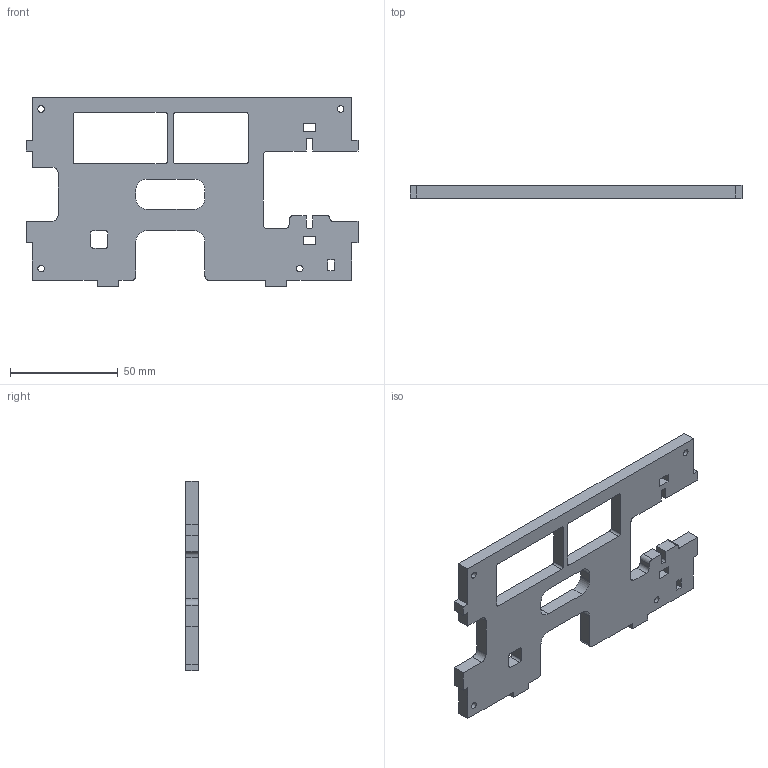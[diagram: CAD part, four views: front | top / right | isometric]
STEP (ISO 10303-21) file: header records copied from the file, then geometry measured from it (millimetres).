
FILE_DESCRIPTION(/* description */ (''),/* implementation_level */ '2;1');
FILE_NAME(/* name */ 'Electronics Chassis Main.stp',/* time_stamp */ '2015-09-22T15:31:11-07:00',/* author */ ('Evil Brian'),/* organization */ (''),/* preprocessor_version */ 'ST-DEVELOPER v16.1',/* originating_system */ 'Autodesk Inventor 2016',/* authorisation */ '');
FILE_SCHEMA (('AUTOMOTIVE_DESIGN { 1 0 10303 214 3 1 1 }'));
Length unit declared in the file: millimetre
Products named in the file (1): Electronics Chassis Main
Bounding box: 154 x 6 x 88 mm (x, y, z)
Volume: 47380.9 mm3; surface area: 22577.1 mm2
Topology: 1 solids, 1 shells, 112 faces, 330 edges, 220 vertices
Faces by surface type: plane 76, cylinder 36
Full cylindrical faces by diameter (mm): 3 x4
Entity records: 3774 total; most frequent: CARTESIAN_POINT 659, ORIENTED_EDGE 652, DIRECTION 624, EDGE_CURVE 326, LINE 254, VECTOR 254, VERTEX_POINT 220, AXIS2_PLACEMENT_3D 185
